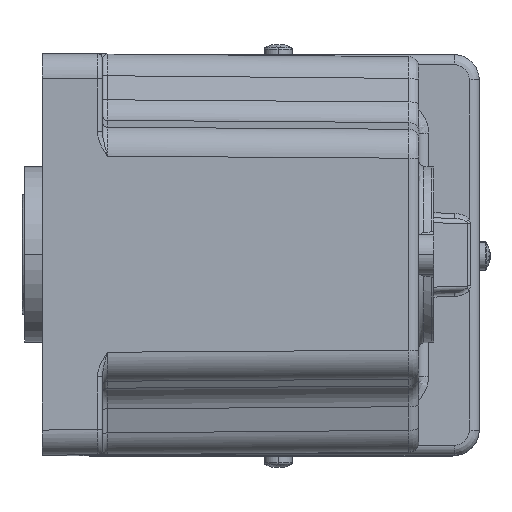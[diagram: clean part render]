
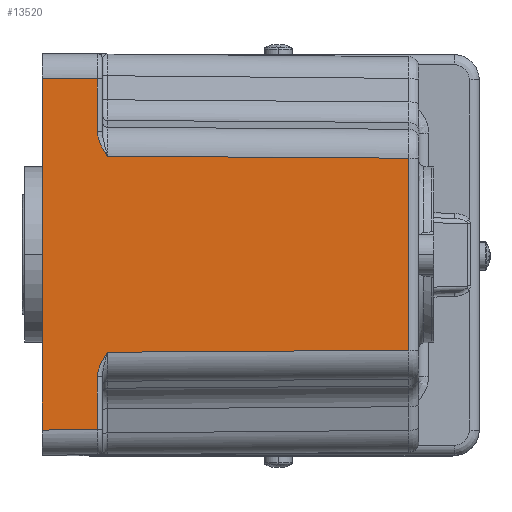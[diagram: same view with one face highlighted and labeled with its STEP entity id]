
A CAD part, top view. The second image highlights one B-rep face of the part: STEP entity #13520.
In plain terms, the highlighted planar face has unit normal (0.009, 0, 1).
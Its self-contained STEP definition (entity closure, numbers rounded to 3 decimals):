
#31 = CARTESIAN_POINT ( 'NONE',  ( -113.626, -9.347, 99.537 ) ) ;
#61 = VECTOR ( 'NONE', #11978, 1000. ) ;
#431 = EDGE_CURVE ( 'NONE', #13646, #18568, #5210, .T. ) ;
#580 = CARTESIAN_POINT ( 'NONE',  ( -126.618, 45.162, 99.65 ) ) ;
#582 = CARTESIAN_POINT ( 'NONE',  ( -114.892, -11.527, 99.548 ) ) ;
#635 = DIRECTION ( 'NONE',  ( 0., 1., 0. ) ) ;
#1317 = ORIENTED_EDGE ( 'NONE', *, *, #11035, .F. ) ;
#1350 = CARTESIAN_POINT ( 'NONE',  ( -115.138, 32.376, 99.55 ) ) ;
#1719 = DIRECTION ( 'NONE',  ( 0., -1., 0. ) ) ;
#2063 = CARTESIAN_POINT ( 'NONE',  ( -126.618, 45.162, 99.65 ) ) ;
#2171 = EDGE_CURVE ( 'NONE', #20449, #9963, #19931, .T. ) ;
#2182 = CARTESIAN_POINT ( 'NONE',  ( -113.626, -9.347, 99.537 ) ) ;
#2684 = DIRECTION ( 'NONE',  ( -1., 0., 0.009 ) ) ;
#2763 = VECTOR ( 'NONE', #635, 1000. ) ;
#2826 = CARTESIAN_POINT ( 'NONE',  ( -115.609, 34.551, 99.554 ) ) ;
#2943 = CARTESIAN_POINT ( 'NONE',  ( -115.609, 34.102, 99.554 ) ) ;
#3215 = B_SPLINE_CURVE_WITH_KNOTS ( 'NONE', 3,
 ( #17382, #2943, #9412, #15806, #1350, #7836, #14250, #20610 ),
 .UNSPECIFIED., .F., .F.,
 ( 4, 2, 2, 4 ),
 ( 0., 0.25, 0.5, 1. ),
 .UNSPECIFIED. ) ;
#3243 = CARTESIAN_POINT ( 'NONE',  ( -115.609, -14.228, 99.554 ) ) ;
#3685 = CARTESIAN_POINT ( 'NONE',  ( -115.609, -24.839, 99.554 ) ) ;
#3875 = ORIENTED_EDGE ( 'NONE', *, *, #13171, .F. ) ;
#3884 = CARTESIAN_POINT ( 'NONE',  ( -115.607, -14.054, 99.554 ) ) ;
#4274 = PLANE ( 'NONE',  #10534 ) ;
#4303 = VECTOR ( 'NONE', #20834, 1000. ) ;
#4424 = ORIENTED_EDGE ( 'NONE', *, *, #10022, .F. ) ;
#5210 = LINE ( 'NONE', #11659, #6949 ) ;
#5489 = CARTESIAN_POINT ( 'NONE',  ( -115.451, -13.025, 99.553 ) ) ;
#5508 = LINE ( 'NONE', #11950, #9677 ) ;
#5540 = CARTESIAN_POINT ( 'NONE',  ( -113.626, 29.67, 99.537 ) ) ;
#6074 = B_SPLINE_CURVE_WITH_KNOTS ( 'NONE', 3,
 ( #2182, #8673, #15071, #582, #7094, #13506, #19878, #5489, #11928, #18309, #3884, #10356, #16744 ),
 .UNSPECIFIED., .F., .F.,
 ( 4, 1, 1, 1, 1, 1, 1, 1, 1, 1, 4 ),
 ( 0., 0.398, 0.472, 0.547, 0.621, 0.697, 0.771, 0.85, 0.926, 0.976, 1. ),
 .UNSPECIFIED. ) ;
#6668 = EDGE_CURVE ( 'NONE', #11526, #6788, #18116, .T. ) ;
#6788 = VERTEX_POINT ( 'NONE', #2826 ) ;
#6949 = VECTOR ( 'NONE', #18046, 1000. ) ;
#7094 = CARTESIAN_POINT ( 'NONE',  ( -115.059, -11.886, 99.549 ) ) ;
#7836 = CARTESIAN_POINT ( 'NONE',  ( -114.573, 31.166, 99.545 ) ) ;
#8056 = LINE ( 'NONE', #14467, #4303 ) ;
#8551 = DIRECTION ( 'NONE',  ( 1., -0.009, -0.009 ) ) ;
#8592 = CARTESIAN_POINT ( 'NONE',  ( -53.6, 29.276, 99.013 ) ) ;
#8673 = CARTESIAN_POINT ( 'NONE',  ( -114.006, -9.946, 99.54 ) ) ;
#8722 = LINE ( 'NONE', #15116, #2763 ) ;
#9132 = EDGE_CURVE ( 'NONE', #10453, #11526, #16512, .T. ) ;
#9412 = CARTESIAN_POINT ( 'NONE',  ( -115.539, 33.662, 99.553 ) ) ;
#9506 = ORIENTED_EDGE ( 'NONE', *, *, #17203, .F. ) ;
#9677 = VECTOR ( 'NONE', #18327, 1000. ) ;
#9780 = LINE ( 'NONE', #16174, #18204 ) ;
#9963 = VERTEX_POINT ( 'NONE', #8592 ) ;
#10013 = CARTESIAN_POINT ( 'NONE',  ( -113.626, 29.67, 99.537 ) ) ;
#10022 = EDGE_CURVE ( 'NONE', #9963, #13646, #5508, .T. ) ;
#10159 = DIRECTION ( 'NONE',  ( 0., -1., 0. ) ) ;
#10356 = CARTESIAN_POINT ( 'NONE',  ( -115.608, -14.186, 99.554 ) ) ;
#10453 = VERTEX_POINT ( 'NONE', #580 ) ;
#10534 = AXIS2_PLACEMENT_3D ( 'NONE', #10746, #17122, #2684 ) ;
#10536 = CARTESIAN_POINT ( 'NONE',  ( -126.618, -24.839, 99.65 ) ) ;
#10746 = CARTESIAN_POINT ( 'NONE',  ( -126.618, -24.839, 99.65 ) ) ;
#11035 = EDGE_CURVE ( 'NONE', #18768, #13435, #8056, .T. ) ;
#11059 = CARTESIAN_POINT ( 'NONE',  ( -115.609, -24.743, 99.554 ) ) ;
#11511 = VECTOR ( 'NONE', #8551, 1000. ) ;
#11526 = VERTEX_POINT ( 'NONE', #20092 ) ;
#11659 = CARTESIAN_POINT ( 'NONE',  ( -53.6, -8.953, 99.013 ) ) ;
#11928 = CARTESIAN_POINT ( 'NONE',  ( -115.539, -13.424, 99.553 ) ) ;
#11950 = CARTESIAN_POINT ( 'NONE',  ( -53.6, -24.839, 99.013 ) ) ;
#11978 = DIRECTION ( 'NONE',  ( 1., -0.007, -0.009 ) ) ;
#13108 = VECTOR ( 'NONE', #10159, 1000. ) ;
#13171 = EDGE_CURVE ( 'NONE', #20121, #18768, #9780, .T. ) ;
#13435 = VERTEX_POINT ( 'NONE', #10536 ) ;
#13506 = CARTESIAN_POINT ( 'NONE',  ( -115.208, -12.257, 99.55 ) ) ;
#13520 = ADVANCED_FACE ( 'NONE', ( #18692 ), #4274, .F. ) ;
#13646 = VERTEX_POINT ( 'NONE', #20648 ) ;
#14250 = CARTESIAN_POINT ( 'NONE',  ( -114.1, 30.419, 99.541 ) ) ;
#14259 = ORIENTED_EDGE ( 'NONE', *, *, #6668, .F. ) ;
#14467 = CARTESIAN_POINT ( 'NONE',  ( -115.609, -24.743, 99.554 ) ) ;
#15071 = CARTESIAN_POINT ( 'NONE',  ( -114.456, -10.657, 99.544 ) ) ;
#15116 = CARTESIAN_POINT ( 'NONE',  ( -126.618, -24.839, 99.65 ) ) ;
#15413 = ORIENTED_EDGE ( 'NONE', *, *, #16293, .F. ) ;
#15806 = CARTESIAN_POINT ( 'NONE',  ( -115.303, 32.797, 99.551 ) ) ;
#15822 = EDGE_CURVE ( 'NONE', #13435, #10453, #8722, .T. ) ;
#16174 = CARTESIAN_POINT ( 'NONE',  ( -115.609, -24.839, 99.554 ) ) ;
#16281 = ORIENTED_EDGE ( 'NONE', *, *, #15822, .F. ) ;
#16293 = EDGE_CURVE ( 'NONE', #18568, #20121, #6074, .T. ) ;
#16512 = LINE ( 'NONE', #2063, #11511 ) ;
#16744 = CARTESIAN_POINT ( 'NONE',  ( -115.609, -14.228, 99.554 ) ) ;
#17122 = DIRECTION ( 'NONE',  ( -0.009, 0., -1. ) ) ;
#17203 = EDGE_CURVE ( 'NONE', #6788, #20449, #3215, .T. ) ;
#17382 = CARTESIAN_POINT ( 'NONE',  ( -115.609, 34.551, 99.554 ) ) ;
#17619 = ORIENTED_EDGE ( 'NONE', *, *, #9132, .F. ) ;
#17751 = ORIENTED_EDGE ( 'NONE', *, *, #2171, .F. ) ;
#17833 = ORIENTED_EDGE ( 'NONE', *, *, #431, .F. ) ;
#18046 = DIRECTION ( 'NONE',  ( -1., -0.007, 0.009 ) ) ;
#18116 = LINE ( 'NONE', #3685, #13108 ) ;
#18204 = VECTOR ( 'NONE', #1719, 1000. ) ;
#18309 = CARTESIAN_POINT ( 'NONE',  ( -115.589, -13.787, 99.554 ) ) ;
#18327 = DIRECTION ( 'NONE',  ( 0., -1., 0. ) ) ;
#18568 = VERTEX_POINT ( 'NONE', #31 ) ;
#18692 = FACE_OUTER_BOUND ( 'NONE', #19781, .T. ) ;
#18768 = VERTEX_POINT ( 'NONE', #11059 ) ;
#19781 = EDGE_LOOP ( 'NONE', ( #16281, #1317, #3875, #15413, #17833, #4424, #17751, #9506, #14259, #17619 ) ) ;
#19878 = CARTESIAN_POINT ( 'NONE',  ( -115.339, -12.633, 99.552 ) ) ;
#19931 = LINE ( 'NONE', #5540, #61 ) ;
#20092 = CARTESIAN_POINT ( 'NONE',  ( -115.609, 45.066, 99.554 ) ) ;
#20121 = VERTEX_POINT ( 'NONE', #3243 ) ;
#20449 = VERTEX_POINT ( 'NONE', #10013 ) ;
#20610 = CARTESIAN_POINT ( 'NONE',  ( -113.626, 29.67, 99.537 ) ) ;
#20648 = CARTESIAN_POINT ( 'NONE',  ( -53.6, -8.953, 99.013 ) ) ;
#20834 = DIRECTION ( 'NONE',  ( -1., -0.009, 0.009 ) ) ;
